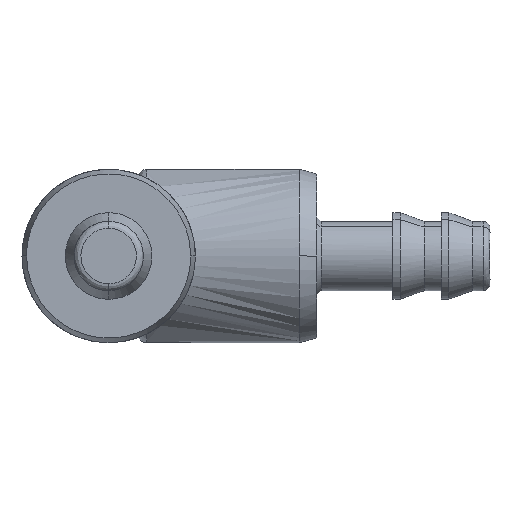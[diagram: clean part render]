
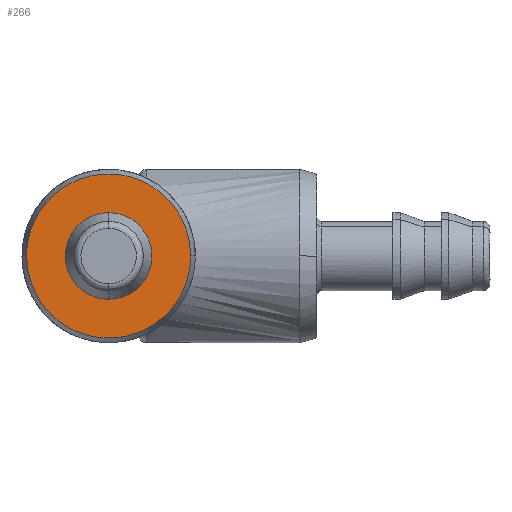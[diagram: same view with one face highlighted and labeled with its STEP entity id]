
A CAD part, left-side view. The second image highlights one B-rep face of the part: STEP entity #266.
In plain terms, the highlighted free-form (B-spline) face has degree [1, 1] with [2, 2] control points.
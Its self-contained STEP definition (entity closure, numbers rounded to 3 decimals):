
#45 = CARTESIAN_POINT ( 'NONE',  ( -12., 12.621, 4.732 ) ) ;
#91 = EDGE_LOOP ( 'NONE', ( #385, #5192 ) ) ;
#182 = EDGE_LOOP ( 'NONE', ( #4199, #2699 ) ) ;
#266 = ADVANCED_FACE ( 'NONE', ( #2898, #1529 ), #1575, .T. ) ;
#293 = CARTESIAN_POINT ( 'NONE',  ( -12., 11.705, 2.25 ) ) ;
#385 = ORIENTED_EDGE ( 'NONE', *, *, #776, .T. ) ;
#392 = CARTESIAN_POINT ( 'NONE',  ( -12., 9.615, -4.134 ) ) ;
#463 = CARTESIAN_POINT ( 'NONE',  ( -12., 14.385, 4.134 ) ) ;
#562 = VERTEX_POINT ( 'NONE', #5194 ) ;
#709 = CARTESIAN_POINT ( 'NONE',  ( -12., 12.588, -2.192 ) ) ;
#722 = CARTESIAN_POINT ( 'NONE',  ( -12., 14.907, -3.786 ) ) ;
#725 = CARTESIAN_POINT ( 'NONE',  ( -12., 9.808, 0.588 ) ) ;
#776 = EDGE_CURVE ( 'NONE', #562, #3410, #2169, .T. ) ;
#852 = CARTESIAN_POINT ( 'NONE',  ( -12., 7.268, 0. ) ) ;
#1041 = CARTESIAN_POINT ( 'NONE',  ( -12., 13.8, -1.382 ) ) ;
#1075 = CARTESIAN_POINT ( 'NONE',  ( -12., 13.134, 1.966 ) ) ;
#1131 = CARTESIAN_POINT ( 'NONE',  ( -12., 14.385, -4.134 ) ) ;
#1133 = CARTESIAN_POINT ( 'NONE',  ( -12., 9.808, -0.588 ) ) ;
#1191 = CARTESIAN_POINT ( 'NONE',  ( -12., 7.39, -1.237 ) ) ;
#1220 = CARTESIAN_POINT ( 'NONE',  ( -12., 14.907, 3.786 ) ) ;
#1231 = CARTESIAN_POINT ( 'NONE',  ( -12., 10.763, -4.61 ) ) ;
#1255 = CARTESIAN_POINT ( 'NONE',  ( -12., 7.39, 1.237 ) ) ;
#1272 = CARTESIAN_POINT ( 'NONE',  ( -12., 16.134, 2.385 ) ) ;
#1349 = CARTESIAN_POINT ( 'NONE',  ( -12., 12., 2.25 ) ) ;
#1474 = CARTESIAN_POINT ( 'NONE',  ( -12., 13.966, 1.134 ) ) ;
#1491 = CARTESIAN_POINT ( 'NONE',  ( -12., 14.192, -0.588 ) ) ;
#1508 = CARTESIAN_POINT ( 'NONE',  ( -12., 16.732, -0.621 ) ) ;
#1529 = FACE_OUTER_BOUND ( 'NONE', #182, .T. ) ;
#1552 = CARTESIAN_POINT ( 'NONE',  ( -12., 10.2, -1.382 ) ) ;
#1575 = B_SPLINE_SURFACE_WITH_KNOTS ( 'NONE', 1, 1, ( 
 ( #2713, #2292 ),
 ( #3152, #2732 ) ),
 .UNSPECIFIED., .F., .F., .F.,
 ( 2, 2 ),
 ( 2, 2 ),
 ( 0., 1. ),
 ( 0., 1. ),
 .UNSPECIFIED. ) ;
#1623 = CARTESIAN_POINT ( 'NONE',  ( -12., 12.621, -4.732 ) ) ;
#1641 = CARTESIAN_POINT ( 'NONE',  ( -12., 8.214, -2.907 ) ) ;
#1692 = CARTESIAN_POINT ( 'NONE',  ( -12., 16.732, 0.621 ) ) ;
#1813 = B_SPLINE_CURVE_WITH_KNOTS ( 'NONE', 3,
 ( #4913, #1508, #3194, #1971, #1949, #722, #1131, #4497, #1623, #2053, #1231, #392, #4989, #1641, #4544, #1191, #3282, #4193 ),
 .UNSPECIFIED., .F., .F.,
 ( 4, 2, 2, 2, 2, 2, 2, 2, 4 ),
 ( 0., 0.393, 0.785, 1.178, 1.571, 1.963, 2.356, 2.749, 3.142 ),
 .UNSPECIFIED. ) ;
#1863 = CARTESIAN_POINT ( 'NONE',  ( -12., 14.25, 0.295 ) ) ;
#1917 = CARTESIAN_POINT ( 'NONE',  ( -12., 12.588, 2.192 ) ) ;
#1949 = CARTESIAN_POINT ( 'NONE',  ( -12., 15.786, -2.907 ) ) ;
#1971 = CARTESIAN_POINT ( 'NONE',  ( -12., 16.134, -2.385 ) ) ;
#2053 = CARTESIAN_POINT ( 'NONE',  ( -12., 11.379, -4.732 ) ) ;
#2107 = CARTESIAN_POINT ( 'NONE',  ( -12., 9.093, 3.786 ) ) ;
#2135 = EDGE_CURVE ( 'NONE', #4645, #4248, #1813, .T. ) ;
#2169 = B_SPLINE_CURVE_WITH_KNOTS ( 'NONE', 3,
 ( #2643, #2606, #709, #4463, #2704, #1041, #2338, #1491, #3198, #1863, #4806, #1474, #5267, #3608, #1075, #1917, #2723, #2283 ),
 .UNSPECIFIED., .F., .F.,
 ( 4, 2, 2, 2, 2, 2, 2, 2, 4 ),
 ( 0., 0.393, 0.785, 1.178, 1.571, 1.963, 2.356, 2.749, 3.142 ),
 .UNSPECIFIED. ) ;
#2283 = CARTESIAN_POINT ( 'NONE',  ( -12., 12., 2.25 ) ) ;
#2292 = CARTESIAN_POINT ( 'NONE',  ( -12., 16.789, 4.789 ) ) ;
#2338 = CARTESIAN_POINT ( 'NONE',  ( -12., 13.966, -1.134 ) ) ;
#2391 = CARTESIAN_POINT ( 'NONE',  ( -12., 11.412, -2.192 ) ) ;
#2514 = B_SPLINE_CURVE_WITH_KNOTS ( 'NONE', 3,
 ( #852, #3795, #1255, #4198, #4618, #2107, #3738, #5036, #2516, #45, #2939, #463, #1220, #3361, #1272, #4216, #1692, #2536 ),
 .UNSPECIFIED., .F., .F.,
 ( 4, 2, 2, 2, 2, 2, 2, 2, 4 ),
 ( 0., 0.393, 0.785, 1.178, 1.571, 1.963, 2.356, 2.749, 3.142 ),
 .UNSPECIFIED. ) ;
#2516 = CARTESIAN_POINT ( 'NONE',  ( -12., 11.379, 4.732 ) ) ;
#2536 = CARTESIAN_POINT ( 'NONE',  ( -12., 16.732, 0. ) ) ;
#2606 = CARTESIAN_POINT ( 'NONE',  ( -12., 12.295, -2.25 ) ) ;
#2643 = CARTESIAN_POINT ( 'NONE',  ( -12., 12., -2.25 ) ) ;
#2699 = ORIENTED_EDGE ( 'NONE', *, *, #4110, .T. ) ;
#2704 = CARTESIAN_POINT ( 'NONE',  ( -12., 13.382, -1.8 ) ) ;
#2713 = CARTESIAN_POINT ( 'NONE',  ( -12., 16.789, -4.789 ) ) ;
#2723 = CARTESIAN_POINT ( 'NONE',  ( -12., 12.295, 2.25 ) ) ;
#2732 = CARTESIAN_POINT ( 'NONE',  ( -12., 7.211, 4.789 ) ) ;
#2796 = CARTESIAN_POINT ( 'NONE',  ( -12., 10.034, 1.134 ) ) ;
#2814 = CARTESIAN_POINT ( 'NONE',  ( -12., 12., -2.25 ) ) ;
#2898 = FACE_BOUND ( 'NONE', #91, .T. ) ;
#2939 = CARTESIAN_POINT ( 'NONE',  ( -12., 13.237, 4.61 ) ) ;
#3011 = CARTESIAN_POINT ( 'NONE',  ( -12., 12., 2.25 ) ) ;
#3152 = CARTESIAN_POINT ( 'NONE',  ( -12., 7.211, -4.789 ) ) ;
#3194 = CARTESIAN_POINT ( 'NONE',  ( -12., 16.61, -1.237 ) ) ;
#3198 = CARTESIAN_POINT ( 'NONE',  ( -12., 14.25, -0.295 ) ) ;
#3282 = CARTESIAN_POINT ( 'NONE',  ( -12., 7.268, -0.621 ) ) ;
#3361 = CARTESIAN_POINT ( 'NONE',  ( -12., 15.786, 2.907 ) ) ;
#3410 = VERTEX_POINT ( 'NONE', #1349 ) ;
#3608 = CARTESIAN_POINT ( 'NONE',  ( -12., 13.382, 1.8 ) ) ;
#3628 = CARTESIAN_POINT ( 'NONE',  ( -12., 11.412, 2.192 ) ) ;
#3643 = CARTESIAN_POINT ( 'NONE',  ( -12., 9.75, 0.295 ) ) ;
#3738 = CARTESIAN_POINT ( 'NONE',  ( -12., 9.615, 4.134 ) ) ;
#3795 = CARTESIAN_POINT ( 'NONE',  ( -12., 7.268, 0.621 ) ) ;
#4068 = CARTESIAN_POINT ( 'NONE',  ( -12., 10.034, -1.134 ) ) ;
#4110 = EDGE_CURVE ( 'NONE', #4248, #4645, #2514, .T. ) ;
#4193 = CARTESIAN_POINT ( 'NONE',  ( -12., 7.268, 0. ) ) ;
#4198 = CARTESIAN_POINT ( 'NONE',  ( -12., 7.866, 2.385 ) ) ;
#4199 = ORIENTED_EDGE ( 'NONE', *, *, #2135, .T. ) ;
#4216 = CARTESIAN_POINT ( 'NONE',  ( -12., 16.61, 1.237 ) ) ;
#4248 = VERTEX_POINT ( 'NONE', #4746 ) ;
#4441 = CARTESIAN_POINT ( 'NONE',  ( -12., 9.75, -0.295 ) ) ;
#4463 = CARTESIAN_POINT ( 'NONE',  ( -12., 13.134, -1.966 ) ) ;
#4480 = CARTESIAN_POINT ( 'NONE',  ( -12., 10.2, 1.382 ) ) ;
#4497 = CARTESIAN_POINT ( 'NONE',  ( -12., 13.237, -4.61 ) ) ;
#4499 = CARTESIAN_POINT ( 'NONE',  ( -12., 10.618, -1.8 ) ) ;
#4544 = CARTESIAN_POINT ( 'NONE',  ( -12., 7.866, -2.385 ) ) ;
#4556 = CARTESIAN_POINT ( 'NONE',  ( -12., 16.732, 0. ) ) ;
#4599 = B_SPLINE_CURVE_WITH_KNOTS ( 'NONE', 3,
 ( #3011, #293, #3628, #4915, #5306, #4480, #2796, #725, #3643, #4441, #1133, #4068, #1552, #4499, #4863, #2391, #5320, #2814 ),
 .UNSPECIFIED., .F., .F.,
 ( 4, 2, 2, 2, 2, 2, 2, 2, 4 ),
 ( 0., 0.393, 0.785, 1.178, 1.571, 1.963, 2.356, 2.749, 3.142 ),
 .UNSPECIFIED. ) ;
#4618 = CARTESIAN_POINT ( 'NONE',  ( -12., 8.214, 2.907 ) ) ;
#4645 = VERTEX_POINT ( 'NONE', #4556 ) ;
#4746 = CARTESIAN_POINT ( 'NONE',  ( -12., 7.268, 0. ) ) ;
#4806 = CARTESIAN_POINT ( 'NONE',  ( -12., 14.192, 0.588 ) ) ;
#4863 = CARTESIAN_POINT ( 'NONE',  ( -12., 10.866, -1.966 ) ) ;
#4913 = CARTESIAN_POINT ( 'NONE',  ( -12., 16.732, 0. ) ) ;
#4915 = CARTESIAN_POINT ( 'NONE',  ( -12., 10.866, 1.966 ) ) ;
#4922 = EDGE_CURVE ( 'NONE', #3410, #562, #4599, .T. ) ;
#4989 = CARTESIAN_POINT ( 'NONE',  ( -12., 9.093, -3.786 ) ) ;
#5036 = CARTESIAN_POINT ( 'NONE',  ( -12., 10.763, 4.61 ) ) ;
#5192 = ORIENTED_EDGE ( 'NONE', *, *, #4922, .T. ) ;
#5194 = CARTESIAN_POINT ( 'NONE',  ( -12., 12., -2.25 ) ) ;
#5267 = CARTESIAN_POINT ( 'NONE',  ( -12., 13.8, 1.382 ) ) ;
#5306 = CARTESIAN_POINT ( 'NONE',  ( -12., 10.618, 1.8 ) ) ;
#5320 = CARTESIAN_POINT ( 'NONE',  ( -12., 11.705, -2.25 ) ) ;
